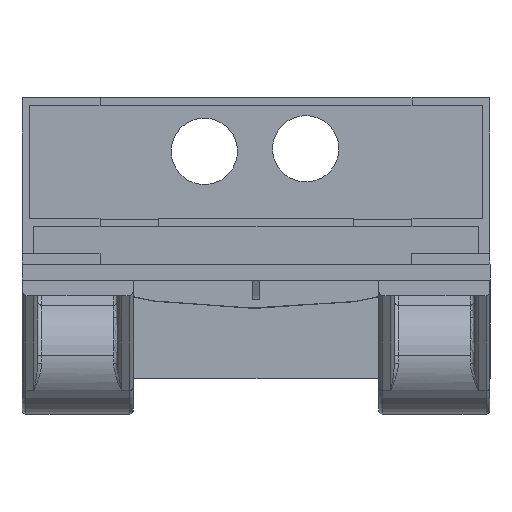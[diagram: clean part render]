
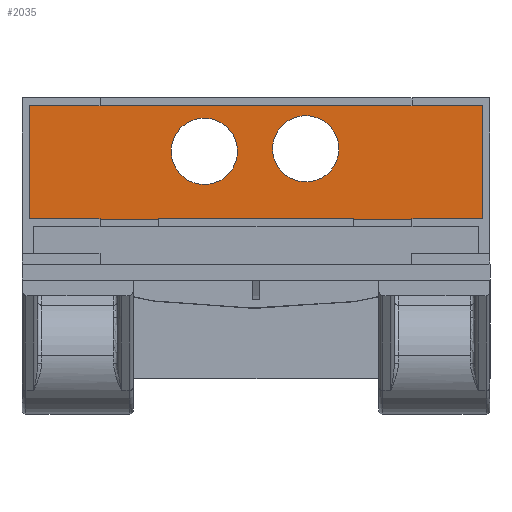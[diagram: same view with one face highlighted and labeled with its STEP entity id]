
A CAD part, top view. The second image highlights one B-rep face of the part: STEP entity #2035.
In plain terms, the highlighted face is planar.
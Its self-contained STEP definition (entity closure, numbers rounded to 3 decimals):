
#328 = CARTESIAN_POINT ( 'NONE',  ( 18.834, 39.957, 22.56 ) ) ;
#475 = VERTEX_POINT ( 'NONE', #14454 ) ;
#1265 = DIRECTION ( 'NONE',  ( -1., 0., 0. ) ) ;
#1400 = EDGE_LOOP ( 'NONE', ( #7413, #21161 ) ) ;
#1457 = EDGE_LOOP ( 'NONE', ( #6900, #20788, #10008, #8778, #15061, #12471, #8002, #16980 ) ) ;
#2029 = DIRECTION ( 'NONE',  ( 0., 1., 0. ) ) ;
#2035 = ADVANCED_FACE ( 'NONE', ( #20594, #5962, #2763 ), #21941, .T. ) ;
#2141 = EDGE_CURVE ( 'NONE', #22516, #5263, #17992, .T. ) ;
#2157 = CARTESIAN_POINT ( 'NONE',  ( -99.166, 8.957, 22.56 ) ) ;
#2547 = AXIS2_PLACEMENT_3D ( 'NONE', #14623, #20792, #8356 ) ;
#2558 = DIRECTION ( 'NONE',  ( 0., -1., 0. ) ) ;
#2662 = DIRECTION ( 'NONE',  ( 1., 0., 0. ) ) ;
#2763 = FACE_BOUND ( 'NONE', #1400, .T. ) ;
#3174 = AXIS2_PLACEMENT_3D ( 'NONE', #8713, #9097, #2662 ) ;
#3223 = CIRCLE ( 'NONE', #12022, 8.5 ) ;
#3600 = VERTEX_POINT ( 'NONE', #20204 ) ;
#3863 = DIRECTION ( 'NONE',  ( 0., 0., 1. ) ) ;
#4355 = CARTESIAN_POINT ( 'NONE',  ( -97.166, 39.957, 22.56 ) ) ;
#4366 = LINE ( 'NONE', #2157, #7167 ) ;
#4398 = VERTEX_POINT ( 'NONE', #14437 ) ;
#5263 = VERTEX_POINT ( 'NONE', #13561 ) ;
#5343 = EDGE_CURVE ( 'NONE', #23383, #3600, #4366, .T. ) ;
#5696 = EDGE_CURVE ( 'NONE', #3600, #16656, #11831, .T. ) ;
#5722 = VERTEX_POINT ( 'NONE', #14173 ) ;
#5962 = FACE_BOUND ( 'NONE', #21065, .T. ) ;
#6459 = LINE ( 'NONE', #4355, #13214 ) ;
#6720 = CIRCLE ( 'NONE', #2547, 8.5 ) ;
#6900 = ORIENTED_EDGE ( 'NONE', *, *, #9055, .T. ) ;
#7167 = VECTOR ( 'NONE', #24535, 1000. ) ;
#7328 = DIRECTION ( 'NONE',  ( 1., 0., 0. ) ) ;
#7413 = ORIENTED_EDGE ( 'NONE', *, *, #2141, .T. ) ;
#7527 = AXIS2_PLACEMENT_3D ( 'NONE', #12590, #3863, #12112 ) ;
#7532 = CARTESIAN_POINT ( 'NONE',  ( 20.834, 37.957, 22.56 ) ) ;
#7678 = VERTEX_POINT ( 'NONE', #24488 ) ;
#8002 = ORIENTED_EDGE ( 'NONE', *, *, #24264, .F. ) ;
#8159 = VERTEX_POINT ( 'NONE', #25880 ) ;
#8307 = EDGE_CURVE ( 'NONE', #13842, #4398, #12505, .T. ) ;
#8356 = DIRECTION ( 'NONE',  ( 1., 0., 0. ) ) ;
#8713 = CARTESIAN_POINT ( 'NONE',  ( -51.913, 26.957, 22.56 ) ) ;
#8778 = ORIENTED_EDGE ( 'NONE', *, *, #5696, .F. ) ;
#8835 = DIRECTION ( 'NONE',  ( 0., 1., 0. ) ) ;
#9055 = EDGE_CURVE ( 'NONE', #4398, #11380, #10500, .T. ) ;
#9097 = DIRECTION ( 'NONE',  ( 0., 0., 1. ) ) ;
#9788 = EDGE_CURVE ( 'NONE', #475, #8159, #19516, .T. ) ;
#10008 = ORIENTED_EDGE ( 'NONE', *, *, #21381, .F. ) ;
#10500 = LINE ( 'NONE', #13191, #16718 ) ;
#11380 = VERTEX_POINT ( 'NONE', #18415 ) ;
#11831 = LINE ( 'NONE', #25833, #13880 ) ;
#11984 = DIRECTION ( 'NONE',  ( 0., 0., -1. ) ) ;
#12022 = AXIS2_PLACEMENT_3D ( 'NONE', #12953, #23049, #13348 ) ;
#12112 = DIRECTION ( 'NONE',  ( 1., 0., 0. ) ) ;
#12342 = CARTESIAN_POINT ( 'NONE',  ( -97.166, 8.957, 22.56 ) ) ;
#12471 = ORIENTED_EDGE ( 'NONE', *, *, #18029, .T. ) ;
#12505 = LINE ( 'NONE', #328, #25044 ) ;
#12590 = CARTESIAN_POINT ( 'NONE',  ( -25.913, 26.31, 22.56 ) ) ;
#12822 = VECTOR ( 'NONE', #1265, 1000. ) ;
#12953 = CARTESIAN_POINT ( 'NONE',  ( -51.913, 26.957, 22.56 ) ) ;
#12996 = CARTESIAN_POINT ( 'NONE',  ( -64.166, 8.957, 22.56 ) ) ;
#13191 = CARTESIAN_POINT ( 'NONE',  ( 20.834, 8.957, 22.56 ) ) ;
#13214 = VECTOR ( 'NONE', #8835, 1000. ) ;
#13348 = DIRECTION ( 'NONE',  ( 1., 0., 0. ) ) ;
#13561 = CARTESIAN_POINT ( 'NONE',  ( -34.413, 26.31, 22.56 ) ) ;
#13842 = VERTEX_POINT ( 'NONE', #18047 ) ;
#13880 = VECTOR ( 'NONE', #19830, 1000. ) ;
#13975 = EDGE_CURVE ( 'NONE', #5263, #22516, #6720, .T. ) ;
#14117 = ORIENTED_EDGE ( 'NONE', *, *, #21410, .T. ) ;
#14173 = CARTESIAN_POINT ( 'NONE',  ( -97.166, 37.957, 22.56 ) ) ;
#14437 = CARTESIAN_POINT ( 'NONE',  ( 18.834, 8.957, 22.56 ) ) ;
#14454 = CARTESIAN_POINT ( 'NONE',  ( -60.413, 26.957, 22.56 ) ) ;
#14526 = VECTOR ( 'NONE', #7328, 1000. ) ;
#14623 = CARTESIAN_POINT ( 'NONE',  ( -25.913, 26.31, 22.56 ) ) ;
#14687 = CARTESIAN_POINT ( 'NONE',  ( 20.834, 39.957, 22.56 ) ) ;
#14926 = LINE ( 'NONE', #22919, #14526 ) ;
#15061 = ORIENTED_EDGE ( 'NONE', *, *, #5343, .F. ) ;
#15070 = AXIS2_PLACEMENT_3D ( 'NONE', #14687, #11984, #2029 ) ;
#16513 = ORIENTED_EDGE ( 'NONE', *, *, #9788, .T. ) ;
#16656 = VERTEX_POINT ( 'NONE', #12996 ) ;
#16718 = VECTOR ( 'NONE', #22400, 1000. ) ;
#16966 = EDGE_CURVE ( 'NONE', #11380, #7678, #21189, .T. ) ;
#16980 = ORIENTED_EDGE ( 'NONE', *, *, #8307, .T. ) ;
#17744 = DIRECTION ( 'NONE',  ( -1., 0., 0. ) ) ;
#17992 = CIRCLE ( 'NONE', #7527, 8.5 ) ;
#18029 = EDGE_CURVE ( 'NONE', #23383, #5722, #6459, .T. ) ;
#18047 = CARTESIAN_POINT ( 'NONE',  ( 18.834, 37.957, 22.56 ) ) ;
#18415 = CARTESIAN_POINT ( 'NONE',  ( 0.834, 8.957, 22.56 ) ) ;
#18953 = VECTOR ( 'NONE', #17744, 1000. ) ;
#19226 = CARTESIAN_POINT ( 'NONE',  ( 20.836, 8.957, 22.56 ) ) ;
#19516 = CIRCLE ( 'NONE', #3174, 8.5 ) ;
#19830 = DIRECTION ( 'NONE',  ( 1., 0., 0. ) ) ;
#20204 = CARTESIAN_POINT ( 'NONE',  ( -79.166, 8.957, 22.56 ) ) ;
#20594 = FACE_OUTER_BOUND ( 'NONE', #1457, .T. ) ;
#20788 = ORIENTED_EDGE ( 'NONE', *, *, #16966, .T. ) ;
#20792 = DIRECTION ( 'NONE',  ( 0., 0., 1. ) ) ;
#21065 = EDGE_LOOP ( 'NONE', ( #14117, #16513 ) ) ;
#21161 = ORIENTED_EDGE ( 'NONE', *, *, #13975, .T. ) ;
#21189 = LINE ( 'NONE', #19226, #12822 ) ;
#21381 = EDGE_CURVE ( 'NONE', #16656, #7678, #14926, .T. ) ;
#21410 = EDGE_CURVE ( 'NONE', #8159, #475, #3223, .T. ) ;
#21941 = PLANE ( 'NONE',  #15070 ) ;
#22400 = DIRECTION ( 'NONE',  ( -1., 0., 0. ) ) ;
#22516 = VERTEX_POINT ( 'NONE', #25786 ) ;
#22919 = CARTESIAN_POINT ( 'NONE',  ( -64.166, 8.957, 22.56 ) ) ;
#23049 = DIRECTION ( 'NONE',  ( 0., 0., 1. ) ) ;
#23383 = VERTEX_POINT ( 'NONE', #12342 ) ;
#24264 = EDGE_CURVE ( 'NONE', #13842, #5722, #25468, .T. ) ;
#24488 = CARTESIAN_POINT ( 'NONE',  ( -14.166, 8.957, 22.56 ) ) ;
#24535 = DIRECTION ( 'NONE',  ( 1., 0., 0. ) ) ;
#25044 = VECTOR ( 'NONE', #2558, 1000. ) ;
#25468 = LINE ( 'NONE', #7532, #18953 ) ;
#25786 = CARTESIAN_POINT ( 'NONE',  ( -17.413, 26.31, 22.56 ) ) ;
#25833 = CARTESIAN_POINT ( 'NONE',  ( -99.168, 8.957, 22.56 ) ) ;
#25880 = CARTESIAN_POINT ( 'NONE',  ( -43.413, 26.957, 22.56 ) ) ;
